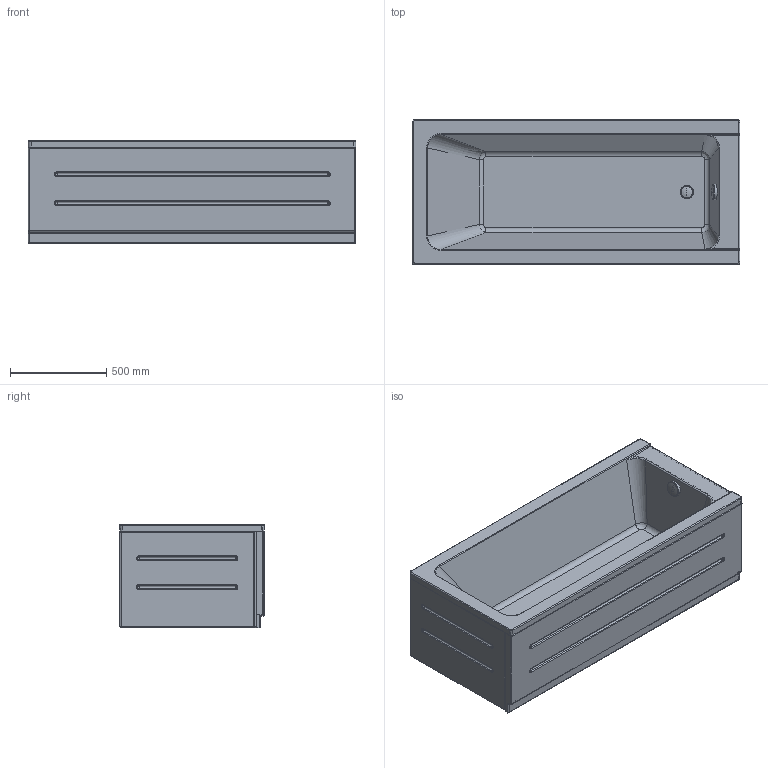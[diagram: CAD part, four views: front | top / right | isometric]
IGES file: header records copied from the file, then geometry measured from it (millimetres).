
Global section: file name: No Iges File Name specified; native system: Autodesk Inventor 2009; preprocessor: AutoDesk Inventor Iges Exporter R2009; author: Andreas; date: 20101211.194035; units: millimetre
Bounding box: 1701.09 x 750 x 536.04 mm (x, y, z)
Volume: 48759623.6 mm3; surface area: 8722639.7 mm2
Topology: 8 solids, 8 shells, 346 faces, 853 edges, 500 vertices
Faces by surface type: plane 109, cylinder 93, bspline 60, revolution 38, torus 32, sphere 12, cone 2
